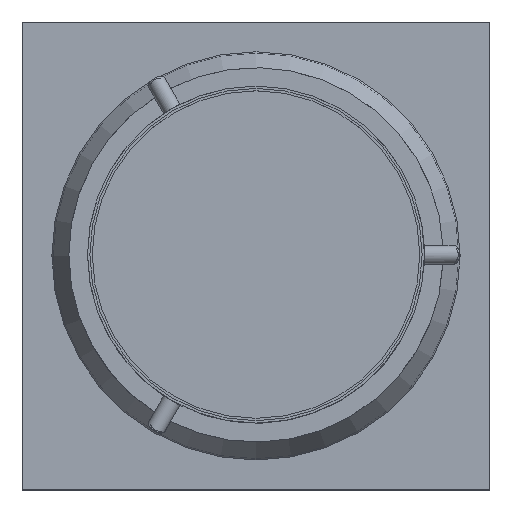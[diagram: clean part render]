
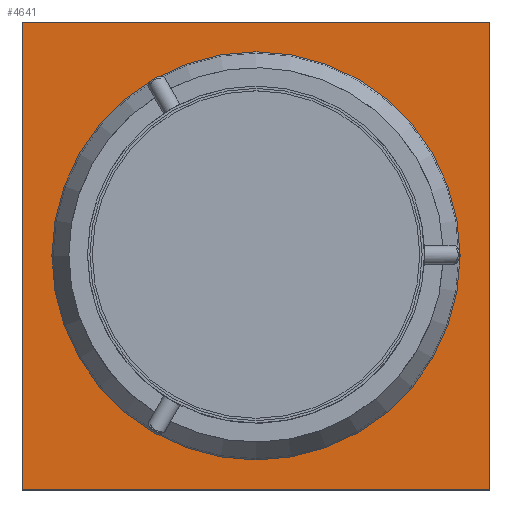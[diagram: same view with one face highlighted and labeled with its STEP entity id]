
A CAD part, top view. The second image highlights one B-rep face of the part: STEP entity #4641.
In plain terms, the highlighted planar face has unit normal (0, 0, 1).
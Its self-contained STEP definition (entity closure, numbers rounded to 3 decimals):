
#130=FACE_BOUND('',#775,.T.);
#456=FACE_OUTER_BOUND('',#774,.T.);
#774=EDGE_LOOP('',(#3728,#3729,#3730,#3731));
#775=EDGE_LOOP('',(#3732));
#1032=CIRCLE('',#5066,375.);
#1322=LINE('',#8086,#1717);
#1323=LINE('',#8088,#1718);
#1324=LINE('',#8090,#1719);
#1325=LINE('',#8091,#1720);
#1717=VECTOR('',#6039,10.);
#1718=VECTOR('',#6040,10.);
#1719=VECTOR('',#6041,10.);
#1720=VECTOR('',#6042,10.);
#2155=VERTEX_POINT('',#8062);
#2164=VERTEX_POINT('',#8084);
#2165=VERTEX_POINT('',#8085);
#2166=VERTEX_POINT('',#8087);
#2167=VERTEX_POINT('',#8089);
#2697=EDGE_CURVE('',#2155,#2155,#1032,.T.);
#2707=EDGE_CURVE('',#2164,#2165,#1322,.T.);
#2708=EDGE_CURVE('',#2166,#2165,#1323,.T.);
#2709=EDGE_CURVE('',#2166,#2167,#1324,.T.);
#2710=EDGE_CURVE('',#2164,#2167,#1325,.T.);
#3728=ORIENTED_EDGE('',*,*,#2707,.T.);
#3729=ORIENTED_EDGE('',*,*,#2708,.F.);
#3730=ORIENTED_EDGE('',*,*,#2709,.T.);
#3731=ORIENTED_EDGE('',*,*,#2710,.F.);
#3732=ORIENTED_EDGE('',*,*,#2697,.F.);
#4408=PLANE('',#5073);
#4641=ADVANCED_FACE('',(#456,#130),#4408,.T.);
#5066=AXIS2_PLACEMENT_3D('',#8063,#6018,#6019);
#5073=AXIS2_PLACEMENT_3D('',#8083,#6037,#6038);
#6018=DIRECTION('center_axis',(0.,0.,1.));
#6019=DIRECTION('ref_axis',(-1.,0.,0.));
#6037=DIRECTION('center_axis',(0.,0.,1.));
#6038=DIRECTION('ref_axis',(1.,0.,0.));
#6039=DIRECTION('',(0.,1.,0.));
#6040=DIRECTION('',(1.,0.,0.));
#6041=DIRECTION('',(0.,-1.,0.));
#6042=DIRECTION('',(-1.,0.,0.));
#8062=CARTESIAN_POINT('',(375.,0.,-1308.));
#8063=CARTESIAN_POINT('Origin',(0.,0.,-1308.));
#8083=CARTESIAN_POINT('Origin',(-500.,0.,-1308.));
#8084=CARTESIAN_POINT('',(500.,-500.,-1308.));
#8085=CARTESIAN_POINT('',(500.,500.,-1308.));
#8086=CARTESIAN_POINT('',(500.,0.,-1308.));
#8087=CARTESIAN_POINT('',(-500.,500.,-1308.));
#8088=CARTESIAN_POINT('',(-500.,500.,-1308.));
#8089=CARTESIAN_POINT('',(-500.,-500.,-1308.));
#8090=CARTESIAN_POINT('',(-500.,0.,-1308.));
#8091=CARTESIAN_POINT('',(-500.,-500.,-1308.));
